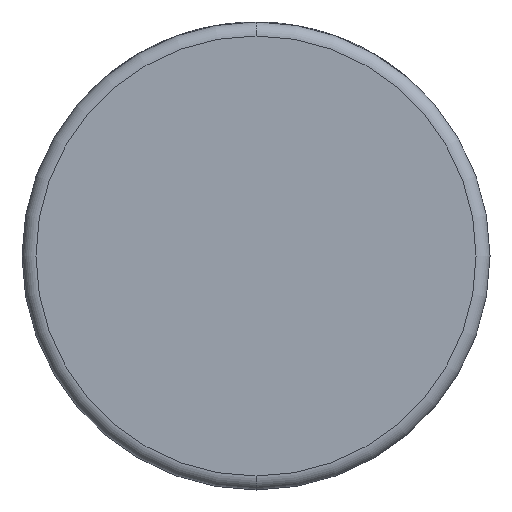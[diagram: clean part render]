
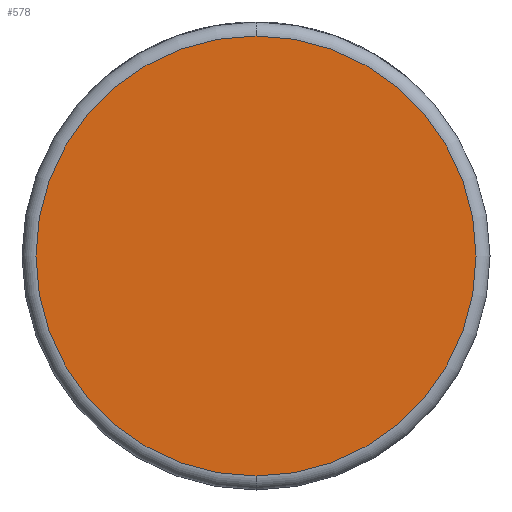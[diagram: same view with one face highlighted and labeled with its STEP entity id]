
A CAD part, front view. The second image highlights one B-rep face of the part: STEP entity #578.
In plain terms, the highlighted planar face has unit normal (0, -1, 0).
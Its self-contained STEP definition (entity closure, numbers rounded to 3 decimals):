
#566 = CARTESIAN_POINT ( 'NONE',  ( 0., 0., 31.5 ) ) ;
#578 = ADVANCED_FACE ( 'NONE', ( #2168 ), #4027, .F. ) ;
#682 = CIRCLE ( 'NONE', #2943, 31.5 ) ;
#1281 = CARTESIAN_POINT ( 'NONE',  ( 0., 0., 0. ) ) ;
#1667 = DIRECTION ( 'NONE',  ( 0., -1., 0. ) ) ;
#2057 = DIRECTION ( 'NONE',  ( 0., 0., 1. ) ) ;
#2168 = FACE_OUTER_BOUND ( 'NONE', #4758, .T. ) ;
#2490 = DIRECTION ( 'NONE',  ( 0., -1., 0. ) ) ;
#2501 = ORIENTED_EDGE ( 'NONE', *, *, #3922, .T. ) ;
#2875 = CIRCLE ( 'NONE', #4670, 31.5 ) ;
#2893 = DIRECTION ( 'NONE',  ( 0., 0., 1. ) ) ;
#2943 = AXIS2_PLACEMENT_3D ( 'NONE', #1281, #1667, #2893 ) ;
#3076 = CARTESIAN_POINT ( 'NONE',  ( 0., 0., 0. ) ) ;
#3252 = VERTEX_POINT ( 'NONE', #566 ) ;
#3391 = ORIENTED_EDGE ( 'NONE', *, *, #3986, .T. ) ;
#3922 = EDGE_CURVE ( 'NONE', #4623, #3252, #682, .T. ) ;
#3986 = EDGE_CURVE ( 'NONE', #3252, #4623, #2875, .T. ) ;
#4027 = PLANE ( 'NONE',  #4733 ) ;
#4420 = CARTESIAN_POINT ( 'NONE',  ( 0., 0., 0. ) ) ;
#4466 = DIRECTION ( 'NONE',  ( 0., 0., 1. ) ) ;
#4623 = VERTEX_POINT ( 'NONE', #4721 ) ;
#4670 = AXIS2_PLACEMENT_3D ( 'NONE', #3076, #2490, #2057 ) ;
#4721 = CARTESIAN_POINT ( 'NONE',  ( 0., 0., -31.5 ) ) ;
#4733 = AXIS2_PLACEMENT_3D ( 'NONE', #4420, #4828, #4466 ) ;
#4758 = EDGE_LOOP ( 'NONE', ( #3391, #2501 ) ) ;
#4828 = DIRECTION ( 'NONE',  ( 0., 1., 0. ) ) ;
